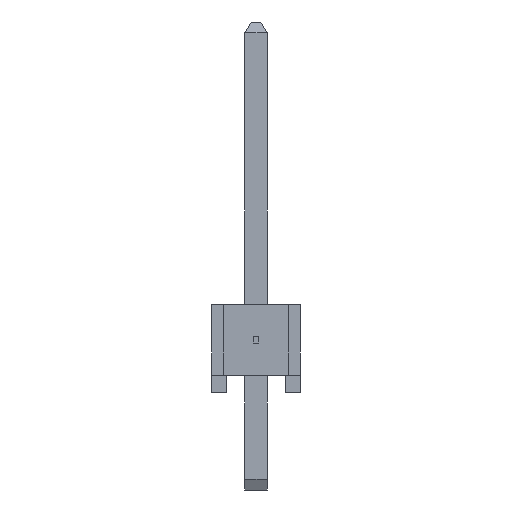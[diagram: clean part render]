
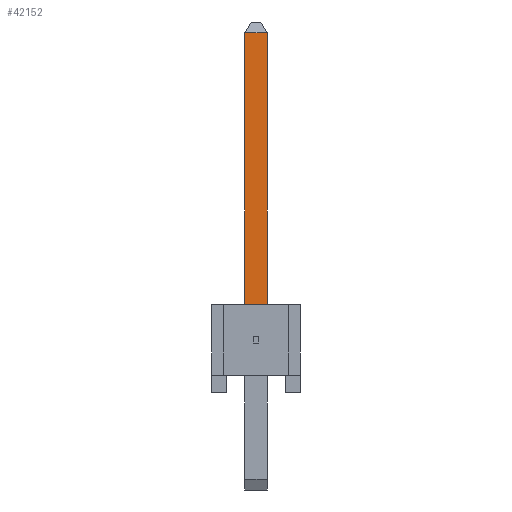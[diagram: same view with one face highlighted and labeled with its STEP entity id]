
A CAD part, left-side view. The second image highlights one B-rep face of the part: STEP entity #42152.
In plain terms, the highlighted planar face has unit normal (-1, 0, 0).
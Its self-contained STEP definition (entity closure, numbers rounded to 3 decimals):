
#42152 = ADVANCED_FACE('',(#42153),#42187,.F.);
#42153 = FACE_BOUND('',#42154,.T.);
#42154 = EDGE_LOOP('',(#42155,#42165,#42173,#42181));
#42155 = ORIENTED_EDGE('',*,*,#42156,.T.);
#42156 = EDGE_CURVE('',#42157,#42159,#42161,.T.);
#42157 = VERTEX_POINT('',#42158);
#42158 = CARTESIAN_POINT('',(-42.228,13.157,0.318));
#42159 = VERTEX_POINT('',#42160);
#42160 = CARTESIAN_POINT('',(-42.228,13.157,-0.318));
#42161 = LINE('',#42162,#42163);
#42162 = CARTESIAN_POINT('',(-42.228,13.157,2.54));
#42163 = VECTOR('',#42164,1.);
#42164 = DIRECTION('',(0.,0.,-1.));
#42165 = ORIENTED_EDGE('',*,*,#42166,.T.);
#42166 = EDGE_CURVE('',#42159,#42167,#42169,.T.);
#42167 = VERTEX_POINT('',#42168);
#42168 = CARTESIAN_POINT('',(-42.228,4.191,-0.318));
#42169 = LINE('',#42170,#42171);
#42170 = CARTESIAN_POINT('',(-42.228,13.462,-0.318));
#42171 = VECTOR('',#42172,1.);
#42172 = DIRECTION('',(0.,-1.,0.));
#42173 = ORIENTED_EDGE('',*,*,#42174,.F.);
#42174 = EDGE_CURVE('',#42175,#42167,#42177,.T.);
#42175 = VERTEX_POINT('',#42176);
#42176 = CARTESIAN_POINT('',(-42.228,4.191,0.318));
#42177 = LINE('',#42178,#42179);
#42178 = CARTESIAN_POINT('',(-42.228,4.191,0.318));
#42179 = VECTOR('',#42180,1.);
#42180 = DIRECTION('',(0.,0.,-1.));
#42181 = ORIENTED_EDGE('',*,*,#42182,.F.);
#42182 = EDGE_CURVE('',#42157,#42175,#42183,.T.);
#42183 = LINE('',#42184,#42185);
#42184 = CARTESIAN_POINT('',(-42.228,13.462,0.318));
#42185 = VECTOR('',#42186,1.);
#42186 = DIRECTION('',(0.,-1.,0.));
#42187 = PLANE('',#42188);
#42188 = AXIS2_PLACEMENT_3D('',#42189,#42190,#42191);
#42189 = CARTESIAN_POINT('',(-42.228,13.462,0.318));
#42190 = DIRECTION('',(1.,0.,0.));
#42191 = DIRECTION('',(0.,0.,-1.));
